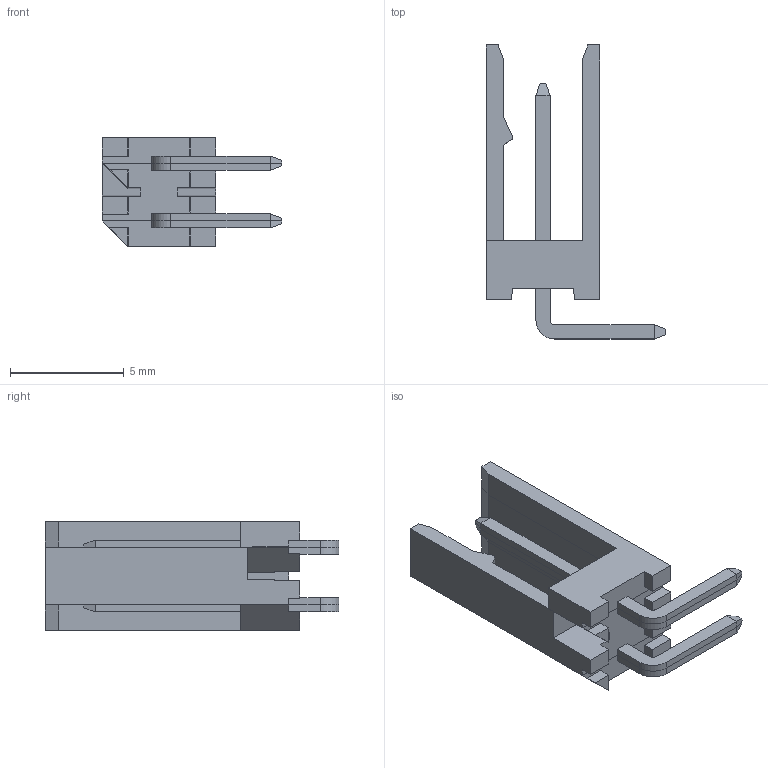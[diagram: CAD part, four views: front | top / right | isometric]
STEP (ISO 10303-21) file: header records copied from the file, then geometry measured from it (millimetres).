
FILE_DESCRIPTION(/* description */ ('Unknown'),/* implementation_level */ '2;1');
FILE_NAME(/* name */ '66100211722',/* time_stamp */ '2018-06-13T13:58:43+02:00',/* author */ ('Unknown'),/* organization */ ('Unknown'),/* preprocessor_version */ 'ST-DEVELOPER v16.7',/* originating_system */ 'DEX',/* authorisation */ $);
FILE_SCHEMA (('AUTOMOTIVE_DESIGN {1 0 10303 214 3 1 1}'));
Length unit declared in the file: millimetre
Products named in the file (4): 6610xx11722; 66100211722; 6610xx11722_02_06_DX; 6610xx11722_02_06_SX
Assembly tree (3 placements, depth 2):
  6610xx11722
    66100211722
    6610xx11722_02_06_DX
    6610xx11722_02_06_SX
Bounding box: 7.9 x 12.92 x 4.78 mm (x, y, z)
Volume: 106.6 mm3; surface area: 435.8 mm2
Topology: 3 solids, 3 shells, 145 faces, 413 edges, 270 vertices
Faces by surface type: plane 136, cylinder 9
Entity records: 5723 total; most frequent: CARTESIAN_POINT 832, ORIENTED_EDGE 826, DIRECTION 729, EDGE_CURVE 413, LINE 395, VECTOR 395, VERTEX_POINT 270, AXIS2_PLACEMENT_3D 167
